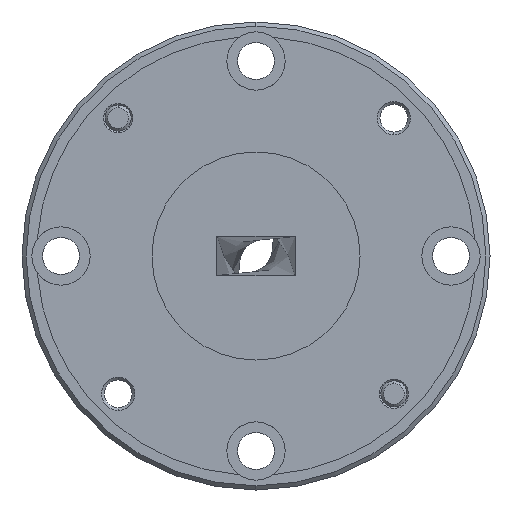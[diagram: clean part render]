
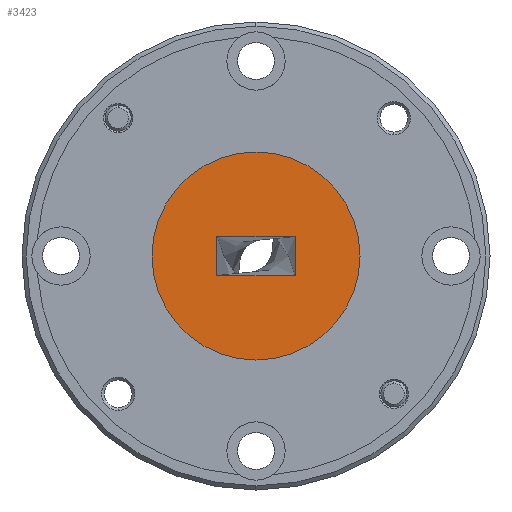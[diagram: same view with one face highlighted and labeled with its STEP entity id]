
A CAD part, left-side view. The second image highlights one B-rep face of the part: STEP entity #3423.
In plain terms, the highlighted planar face has unit normal (-1, 0, 0).
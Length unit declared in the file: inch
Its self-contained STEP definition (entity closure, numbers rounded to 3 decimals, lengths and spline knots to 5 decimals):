
#80 = VERTEX_POINT ( 'NONE', #2951 ) ;
#209 = LINE ( 'NONE', #4389, #3137 ) ;
#316 = VERTEX_POINT ( 'NONE', #6997 ) ;
#318 = CARTESIAN_POINT ( 'NONE',  ( -2.78185, 1.56409, -0.13923 ) ) ;
#578 = EDGE_CURVE ( 'NONE', #80, #7224, #209, .T. ) ;
#588 = ORIENTED_EDGE ( 'NONE', *, *, #3003, .F. ) ;
#905 = VERTEX_POINT ( 'NONE', #2800 ) ;
#934 = DIRECTION ( 'NONE',  ( 0., 1., 0. ) ) ;
#1073 = CARTESIAN_POINT ( 'NONE',  ( -2.78185, 1.65809, -0.18623 ) ) ;
#1112 = VECTOR ( 'NONE', #934, 39.37008 ) ;
#1269 = EDGE_CURVE ( 'NONE', #905, #5593, #6128, .T. ) ;
#1359 = ORIENTED_EDGE ( 'NONE', *, *, #1639, .T. ) ;
#1377 = DIRECTION ( 'NONE',  ( 0., 0., -1. ) ) ;
#1448 = LINE ( 'NONE', #4997, #1112 ) ;
#1601 = EDGE_LOOP ( 'NONE', ( #2530, #5214, #6797, #588 ) ) ;
#1639 = EDGE_CURVE ( 'NONE', #5593, #905, #5249, .T. ) ;
#1711 = DIRECTION ( 'NONE',  ( -1., 0., 0. ) ) ;
#1877 = CARTESIAN_POINT ( 'NONE',  ( -2.78185, 1.75209, -0.23323 ) ) ;
#2218 = LINE ( 'NONE', #318, #3070 ) ;
#2530 = ORIENTED_EDGE ( 'NONE', *, *, #7635, .F. ) ;
#2800 = CARTESIAN_POINT ( 'NONE',  ( -2.78185, 1.65809, -0.43623 ) ) ;
#2908 = AXIS2_PLACEMENT_3D ( 'NONE', #3996, #1711, #4649 ) ;
#2951 = CARTESIAN_POINT ( 'NONE',  ( -2.78185, 1.75209, -0.13923 ) ) ;
#2968 = AXIS2_PLACEMENT_3D ( 'NONE', #5169, #3392, #7473 ) ;
#3003 = EDGE_CURVE ( 'NONE', #316, #80, #1448, .T. ) ;
#3070 = VECTOR ( 'NONE', #6257, 39.37008 ) ;
#3137 = VECTOR ( 'NONE', #1377, 39.37008 ) ;
#3392 = DIRECTION ( 'NONE',  ( 1., 0., 0. ) ) ;
#3423 = ADVANCED_FACE ( 'NONE', ( #5849, #5733 ), #7625, .F. ) ;
#3589 = CARTESIAN_POINT ( 'NONE',  ( -2.78185, 1.65809, 0.06377 ) ) ;
#3874 = VECTOR ( 'NONE', #5477, 39.37008 ) ;
#3996 = CARTESIAN_POINT ( 'NONE',  ( -2.78185, 1.65809, -0.18623 ) ) ;
#4296 = CARTESIAN_POINT ( 'NONE',  ( -2.78185, 1.56409, -0.23323 ) ) ;
#4389 = CARTESIAN_POINT ( 'NONE',  ( -2.78185, 1.75209, -0.13923 ) ) ;
#4649 = DIRECTION ( 'NONE',  ( 0., 0., 1. ) ) ;
#4772 = VERTEX_POINT ( 'NONE', #5306 ) ;
#4997 = CARTESIAN_POINT ( 'NONE',  ( -2.78185, 1.56409, -0.13923 ) ) ;
#5169 = CARTESIAN_POINT ( 'NONE',  ( -2.78185, 2.22059, -0.18623 ) ) ;
#5214 = ORIENTED_EDGE ( 'NONE', *, *, #7230, .F. ) ;
#5249 = CIRCLE ( 'NONE', #2908, 0.25 ) ;
#5306 = CARTESIAN_POINT ( 'NONE',  ( -2.78185, 1.56409, -0.23323 ) ) ;
#5477 = DIRECTION ( 'NONE',  ( 0., -1., 0. ) ) ;
#5593 = VERTEX_POINT ( 'NONE', #3589 ) ;
#5625 = ORIENTED_EDGE ( 'NONE', *, *, #1269, .T. ) ;
#5733 = FACE_OUTER_BOUND ( 'NONE', #7633, .T. ) ;
#5734 = DIRECTION ( 'NONE',  ( -1., 0., 0. ) ) ;
#5849 = FACE_BOUND ( 'NONE', #1601, .T. ) ;
#6128 = CIRCLE ( 'NONE', #7236, 0.25 ) ;
#6252 = DIRECTION ( 'NONE',  ( 0., 0., 1. ) ) ;
#6257 = DIRECTION ( 'NONE',  ( 0., 0., 1. ) ) ;
#6609 = LINE ( 'NONE', #4296, #3874 ) ;
#6797 = ORIENTED_EDGE ( 'NONE', *, *, #578, .F. ) ;
#6997 = CARTESIAN_POINT ( 'NONE',  ( -2.78185, 1.56409, -0.13923 ) ) ;
#7224 = VERTEX_POINT ( 'NONE', #1877 ) ;
#7230 = EDGE_CURVE ( 'NONE', #7224, #4772, #6609, .T. ) ;
#7236 = AXIS2_PLACEMENT_3D ( 'NONE', #1073, #5734, #6252 ) ;
#7473 = DIRECTION ( 'NONE',  ( 0., 0., 1. ) ) ;
#7625 = PLANE ( 'NONE',  #2968 ) ;
#7633 = EDGE_LOOP ( 'NONE', ( #1359, #5625 ) ) ;
#7635 = EDGE_CURVE ( 'NONE', #4772, #316, #2218, .T. ) ;
